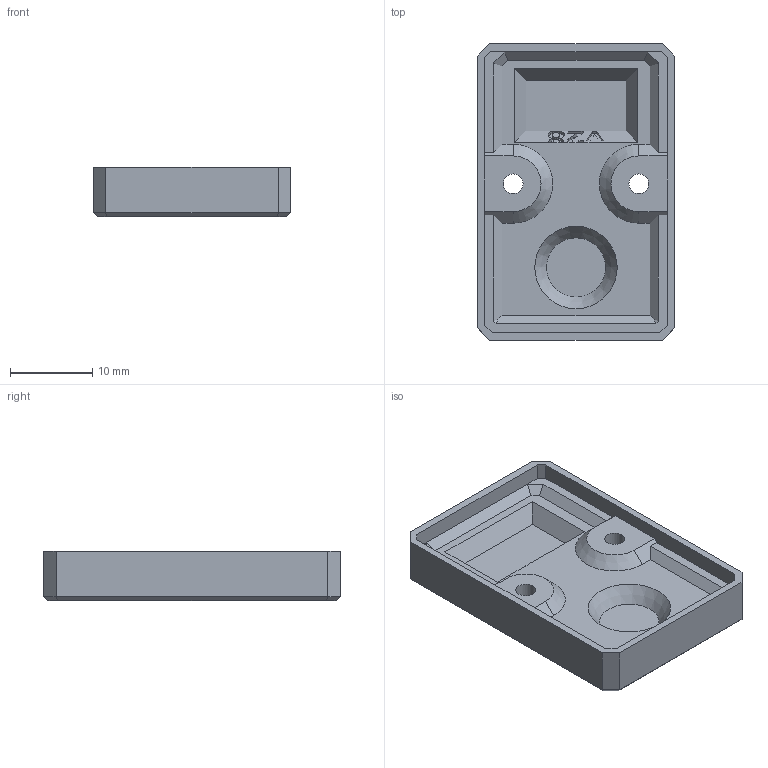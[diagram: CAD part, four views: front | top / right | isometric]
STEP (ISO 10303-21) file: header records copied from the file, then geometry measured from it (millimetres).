
FILE_DESCRIPTION(/* description */ (''),/* implementation_level */ '2;1');
FILE_NAME(/* name */ 'Bottom universal.step',/* time_stamp */ '2025-06-24T10:24:12+01:00',/* author */ (''),/* organization */ (''),/* preprocessor_version */ 'ST-DEVELOPER v20.1',/* originating_system */ 'Autodesk Translation Framework v14.10.0.0',/* authorisation */ '');
FILE_SCHEMA (('AUTOMOTIVE_DESIGN { 1 0 10303 214 3 1 1 }'));
Length unit declared in the file: millimetre
Products named in the file (1): Bottom universal
Bounding box: 24 x 36 x 6 mm (x, y, z)
Volume: 2742.2 mm3; surface area: 2809.5 mm2
Topology: 1 solids, 1 shells, 163 faces, 435 edges, 281 vertices
Faces by surface type: plane 107, bspline 47, cone 5, cylinder 4
Full cylindrical faces by diameter (mm): 2.4 x2, 4 x2
Entity records: 5428 total; most frequent: CARTESIAN_POINT 1639, ORIENTED_EDGE 870, DIRECTION 599, EDGE_CURVE 435, LINE 317, VECTOR 317, VERTEX_POINT 281, EDGE_LOOP 174
